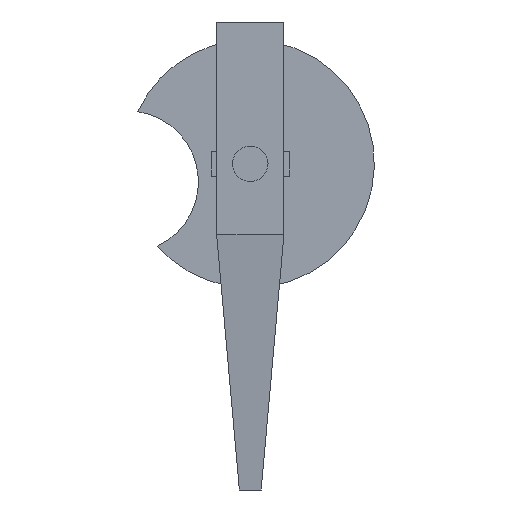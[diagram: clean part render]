
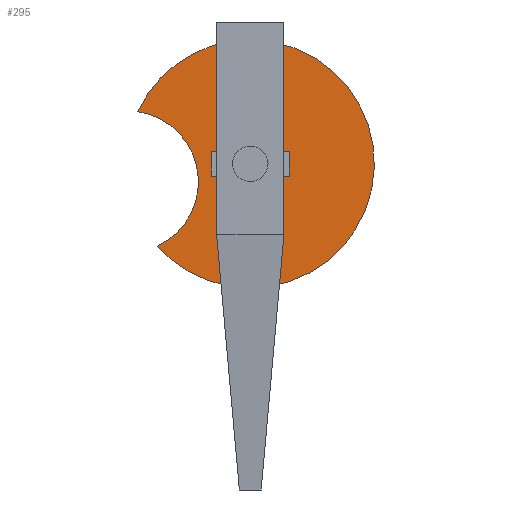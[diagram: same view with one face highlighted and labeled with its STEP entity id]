
A CAD part, front view. The second image highlights one B-rep face of the part: STEP entity #295.
In plain terms, the highlighted planar face has unit normal (0, -1, 0).
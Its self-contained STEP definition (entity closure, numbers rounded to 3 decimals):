
#15 = VERTEX_POINT ( 'NONE', #2247 ) ;
#59 = CARTESIAN_POINT ( 'NONE',  ( 0., 0., -3.25 ) ) ;
#70 = FACE_BOUND ( 'NONE', #2192, .T. ) ;
#71 = DIRECTION ( 'NONE',  ( 0., 0., 1. ) ) ;
#78 = DIRECTION ( 'NONE',  ( 0., 0., 1. ) ) ;
#97 = PLANE ( 'NONE',  #2571 ) ;
#153 = CIRCLE ( 'NONE', #510, 3.25 ) ;
#156 = AXIS2_PLACEMENT_3D ( 'NONE', #1265, #1124, #1067 ) ;
#176 = ORIENTED_EDGE ( 'NONE', *, *, #203, .T. ) ;
#203 = EDGE_CURVE ( 'NONE', #1480, #15, #153, .T. ) ;
#219 = DIRECTION ( 'NONE',  ( 0., 1., 0. ) ) ;
#295 = ADVANCED_FACE ( 'NONE', ( #1821, #70 ), #97, .F. ) ;
#365 = AXIS2_PLACEMENT_3D ( 'NONE', #2536, #2148, #78 ) ;
#510 = AXIS2_PLACEMENT_3D ( 'NONE', #2367, #219, #1575 ) ;
#657 = CARTESIAN_POINT ( 'NONE',  ( -17.5, 0., 0. ) ) ;
#727 = CIRCLE ( 'NONE', #1364, 10. ) ;
#738 = AXIS2_PLACEMENT_3D ( 'NONE', #1340, #2987, #1578 ) ;
#887 = DIRECTION ( 'NONE',  ( 0., 0., 1. ) ) ;
#904 = AXIS2_PLACEMENT_3D ( 'NONE', #2161, #2180, #2407 ) ;
#1042 = EDGE_CURVE ( 'NONE', #1660, #1323, #1851, .T. ) ;
#1051 = CARTESIAN_POINT ( 'NONE',  ( 0., 0., -17.5 ) ) ;
#1067 = DIRECTION ( 'NONE',  ( 0., 0., 1. ) ) ;
#1124 = DIRECTION ( 'NONE',  ( 0., 1., 0. ) ) ;
#1265 = CARTESIAN_POINT ( 'NONE',  ( 0., 0., 0. ) ) ;
#1323 = VERTEX_POINT ( 'NONE', #1051 ) ;
#1340 = CARTESIAN_POINT ( 'NONE',  ( 0., 0., 0. ) ) ;
#1364 = AXIS2_PLACEMENT_3D ( 'NONE', #657, #2302, #887 ) ;
#1480 = VERTEX_POINT ( 'NONE', #59 ) ;
#1561 = CIRCLE ( 'NONE', #365, 3.25 ) ;
#1575 = DIRECTION ( 'NONE',  ( 0., 0., 1. ) ) ;
#1578 = DIRECTION ( 'NONE',  ( 0., 0., 1. ) ) ;
#1580 = EDGE_CURVE ( 'NONE', #1323, #2130, #1981, .T. ) ;
#1660 = VERTEX_POINT ( 'NONE', #2682 ) ;
#1672 = EDGE_CURVE ( 'NONE', #15, #1480, #1561, .T. ) ;
#1678 = ORIENTED_EDGE ( 'NONE', *, *, #2843, .F. ) ;
#1699 = ORIENTED_EDGE ( 'NONE', *, *, #2864, .F. ) ;
#1712 = EDGE_LOOP ( 'NONE', ( #1699, #2391, #2520, #1678 ) ) ;
#1821 = FACE_OUTER_BOUND ( 'NONE', #1712, .T. ) ;
#1851 = CIRCLE ( 'NONE', #156, 17.5 ) ;
#1981 = CIRCLE ( 'NONE', #904, 17.5 ) ;
#2058 = ORIENTED_EDGE ( 'NONE', *, *, #1672, .T. ) ;
#2130 = VERTEX_POINT ( 'NONE', #3021 ) ;
#2148 = DIRECTION ( 'NONE',  ( 0., 1., 0. ) ) ;
#2161 = CARTESIAN_POINT ( 'NONE',  ( 0., 0., 0. ) ) ;
#2180 = DIRECTION ( 'NONE',  ( 0., 1., 0. ) ) ;
#2192 = EDGE_LOOP ( 'NONE', ( #176, #2058 ) ) ;
#2247 = CARTESIAN_POINT ( 'NONE',  ( 0., 0., 3.25 ) ) ;
#2290 = CARTESIAN_POINT ( 'NONE',  ( -8.75, 0., 0. ) ) ;
#2302 = DIRECTION ( 'NONE',  ( 0., -1., 0. ) ) ;
#2367 = CARTESIAN_POINT ( 'NONE',  ( 0., 0., 0. ) ) ;
#2391 = ORIENTED_EDGE ( 'NONE', *, *, #1580, .F. ) ;
#2407 = DIRECTION ( 'NONE',  ( 0., 0., 1. ) ) ;
#2520 = ORIENTED_EDGE ( 'NONE', *, *, #1042, .F. ) ;
#2536 = CARTESIAN_POINT ( 'NONE',  ( 0., 0., 0. ) ) ;
#2569 = CARTESIAN_POINT ( 'NONE',  ( -14.643, 0., 9.583 ) ) ;
#2571 = AXIS2_PLACEMENT_3D ( 'NONE', #2290, #2776, #71 ) ;
#2604 = CIRCLE ( 'NONE', #738, 17.5 ) ;
#2682 = CARTESIAN_POINT ( 'NONE',  ( 0., 0., 17.5 ) ) ;
#2776 = DIRECTION ( 'NONE',  ( 0., 1., 0. ) ) ;
#2843 = EDGE_CURVE ( 'NONE', #2955, #1660, #2604, .T. ) ;
#2864 = EDGE_CURVE ( 'NONE', #2130, #2955, #727, .T. ) ;
#2955 = VERTEX_POINT ( 'NONE', #2569 ) ;
#2987 = DIRECTION ( 'NONE',  ( 0., 1., 0. ) ) ;
#3021 = CARTESIAN_POINT ( 'NONE',  ( -14.643, 0., -9.583 ) ) ;
